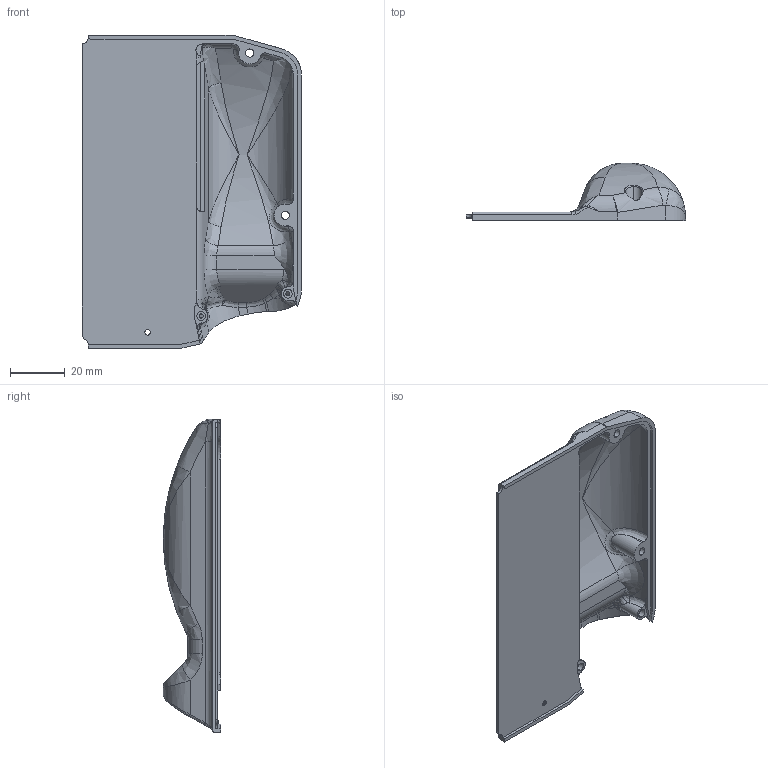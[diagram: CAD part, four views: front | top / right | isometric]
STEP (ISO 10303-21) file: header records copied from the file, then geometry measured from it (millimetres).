
FILE_DESCRIPTION (( 'STEP AP214' ), '1' );
FILE_NAME ('Left Side Grip.STEP', '2023-08-06T21:51:01', ( '' ), ( '' ), 'SwSTEP 2.0', 'SolidWorks 2021', '' );
FILE_SCHEMA (( 'AUTOMOTIVE_DESIGN' ));
Length unit declared in the file: millimetre
Products named in the file (1): Left Side Grip
Bounding box: 80.4 x 21 x 115 mm (x, y, z)
Volume: 26537.3 mm3; surface area: 23102.3 mm2
Topology: 1 solids, 1 shells, 246 faces, 641 edges, 387 vertices
Faces by surface type: bspline 106, cylinder 73, plane 62, sphere 3, cone 2
Entity records: 15970 total; most frequent: CARTESIAN_POINT 8217, ORIENTED_EDGE 1254, DIRECTION 762, EDGE_CURVE 627, VERTEX_POINT 387, AXIS2_PLACEMENT_3D 277, EDGE_LOOP 256, UNCERTAINTY_MEASURE_WITH_UNIT 249
